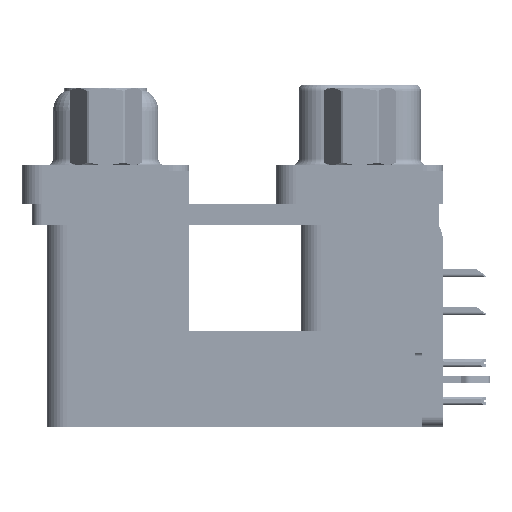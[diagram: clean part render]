
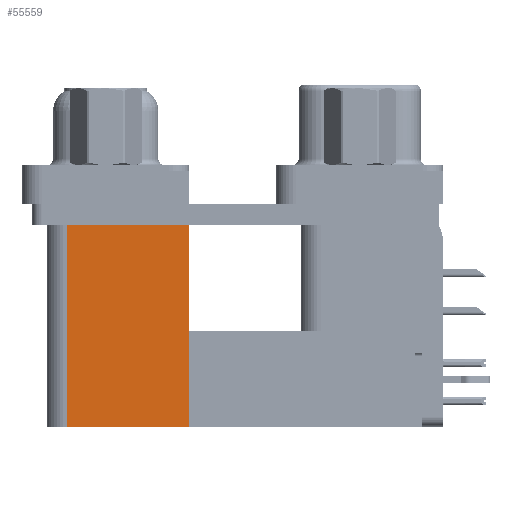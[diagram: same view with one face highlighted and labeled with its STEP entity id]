
A CAD part, left-side view. The second image highlights one B-rep face of the part: STEP entity #55559.
In plain terms, the highlighted planar face has unit normal (-1, 0, 0).
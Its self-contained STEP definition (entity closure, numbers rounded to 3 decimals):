
#146 = LINE ( 'NONE', #44946, #66567 ) ;
#1522 = LINE ( 'NONE', #30898, #49974 ) ;
#3252 = EDGE_LOOP ( 'NONE', ( #27620, #13412, #36707, #18203 ) ) ;
#5191 = LINE ( 'NONE', #28931, #6208 ) ;
#6208 = VECTOR ( 'NONE', #62059, 1000. ) ;
#10207 = EDGE_CURVE ( 'NONE', #13764, #71344, #41381, .T. ) ;
#13412 = ORIENTED_EDGE ( 'NONE', *, *, #43018, .F. ) ;
#13764 = VERTEX_POINT ( 'NONE', #38498 ) ;
#14897 = FACE_OUTER_BOUND ( 'NONE', #3252, .T. ) ;
#18203 = ORIENTED_EDGE ( 'NONE', *, *, #10207, .T. ) ;
#23703 = DIRECTION ( 'NONE',  ( 0., 0., 1. ) ) ;
#27620 = ORIENTED_EDGE ( 'NONE', *, *, #38729, .T. ) ;
#28931 = CARTESIAN_POINT ( 'NONE',  ( 3.79, 12.775, -19.2 ) ) ;
#30898 = CARTESIAN_POINT ( 'NONE',  ( 3.79, 21.975, -19.2 ) ) ;
#36380 = PLANE ( 'NONE',  #70399 ) ;
#36707 = ORIENTED_EDGE ( 'NONE', *, *, #72522, .F. ) ;
#38187 = VERTEX_POINT ( 'NONE', #54894 ) ;
#38498 = CARTESIAN_POINT ( 'NONE',  ( 3.79, 12.775, -19.2 ) ) ;
#38729 = EDGE_CURVE ( 'NONE', #71344, #38187, #146, .T. ) ;
#40059 = DIRECTION ( 'NONE',  ( 0., 1., 0. ) ) ;
#41381 = LINE ( 'NONE', #64355, #73299 ) ;
#43018 = EDGE_CURVE ( 'NONE', #46798, #38187, #1522, .T. ) ;
#44946 = CARTESIAN_POINT ( 'NONE',  ( 3.79, 12.775, -2.5 ) ) ;
#46798 = VERTEX_POINT ( 'NONE', #63083 ) ;
#49974 = VECTOR ( 'NONE', #70045, 1000. ) ;
#54894 = CARTESIAN_POINT ( 'NONE',  ( 3.79, 21.975, -2.5 ) ) ;
#55518 = DIRECTION ( 'NONE',  ( 0., 1., 0. ) ) ;
#55559 = ADVANCED_FACE ( 'NONE', ( #14897 ), #36380, .F. ) ;
#62059 = DIRECTION ( 'NONE',  ( 0., 1., 0. ) ) ;
#62666 = DIRECTION ( 'NONE',  ( 1., 0., 0. ) ) ;
#63083 = CARTESIAN_POINT ( 'NONE',  ( 3.79, 21.975, -19.2 ) ) ;
#64355 = CARTESIAN_POINT ( 'NONE',  ( 3.79, 12.775, -19.2 ) ) ;
#66567 = VECTOR ( 'NONE', #40059, 1000. ) ;
#70045 = DIRECTION ( 'NONE',  ( 0., 0., 1. ) ) ;
#70399 = AXIS2_PLACEMENT_3D ( 'NONE', #71379, #62666, #55518 ) ;
#71344 = VERTEX_POINT ( 'NONE', #73984 ) ;
#71379 = CARTESIAN_POINT ( 'NONE',  ( 3.79, 12.775, -19.2 ) ) ;
#72522 = EDGE_CURVE ( 'NONE', #13764, #46798, #5191, .T. ) ;
#73299 = VECTOR ( 'NONE', #23703, 1000. ) ;
#73984 = CARTESIAN_POINT ( 'NONE',  ( 3.79, 12.775, -2.5 ) ) ;
